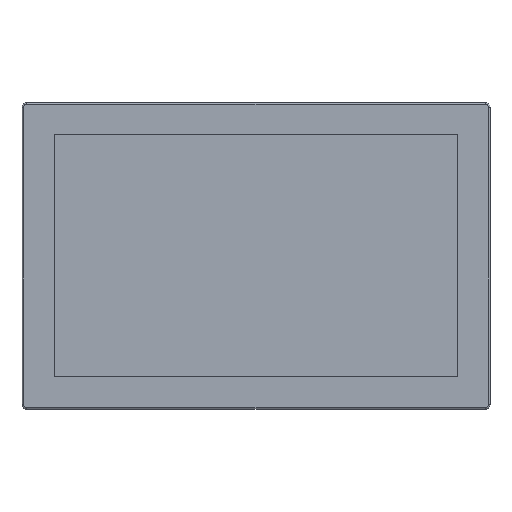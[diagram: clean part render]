
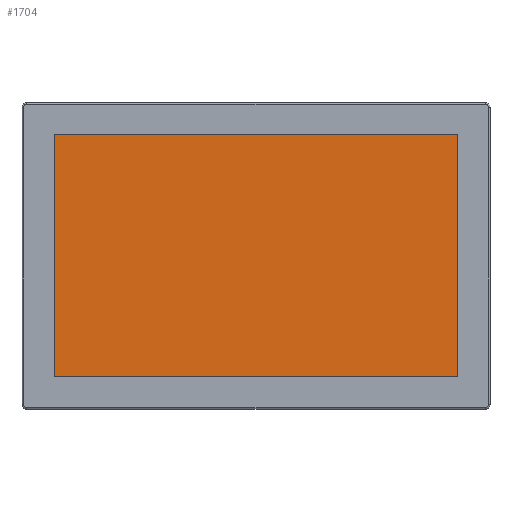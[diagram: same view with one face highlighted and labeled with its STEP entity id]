
A CAD part, top view. The second image highlights one B-rep face of the part: STEP entity #1704.
In plain terms, the highlighted planar face has unit normal (0, 0, 1).
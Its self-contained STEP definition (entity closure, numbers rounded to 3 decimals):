
#559=DIRECTION('',(0.,-1.,0.));
#560=VECTOR('',#559,15.);
#561=CARTESIAN_POINT('',(-12.5,7.5,4.3));
#562=LINE('',#561,#560);
#563=DIRECTION('',(-1.,0.,0.));
#564=VECTOR('',#563,25.);
#565=CARTESIAN_POINT('',(12.5,7.5,4.3));
#566=LINE('',#565,#564);
#579=DIRECTION('',(0.,1.,0.));
#580=VECTOR('',#579,15.);
#581=CARTESIAN_POINT('',(12.5,-7.5,4.3));
#582=LINE('',#581,#580);
#591=DIRECTION('',(1.,0.,0.));
#592=VECTOR('',#591,25.);
#593=CARTESIAN_POINT('',(-12.5,-7.5,4.3));
#594=LINE('',#593,#592);
#795=CARTESIAN_POINT('',(-12.5,7.5,4.3));
#796=CARTESIAN_POINT('',(-12.5,-7.5,4.3));
#797=VERTEX_POINT('',#795);
#798=VERTEX_POINT('',#796);
#799=CARTESIAN_POINT('',(12.5,-7.5,4.3));
#800=VERTEX_POINT('',#799);
#801=CARTESIAN_POINT('',(12.5,7.5,4.3));
#802=VERTEX_POINT('',#801);
#1690=CARTESIAN_POINT('',(0.4,0.301,4.3));
#1691=DIRECTION('',(0.,0.,1.));
#1692=DIRECTION('',(1.,0.,0.));
#1693=AXIS2_PLACEMENT_3D('',#1690,#1691,#1692);
#1694=PLANE('',#1693);
#1695=ORIENTED_EDGE('',*,*,#1680,.F.);
#1697=ORIENTED_EDGE('',*,*,#1696,.F.);
#1699=ORIENTED_EDGE('',*,*,#1698,.F.);
#1701=ORIENTED_EDGE('',*,*,#1700,.F.);
#1702=EDGE_LOOP('',(#1695,#1697,#1699,#1701));
#1703=FACE_OUTER_BOUND('',#1702,.F.);
#1680=EDGE_CURVE('',#797,#798,#562,.T.);
#1696=EDGE_CURVE('',#802,#797,#566,.T.);
#1698=EDGE_CURVE('',#800,#802,#582,.T.);
#1700=EDGE_CURVE('',#798,#800,#594,.T.);
#1704=ADVANCED_FACE('',(#1703),#1694,.T.);
